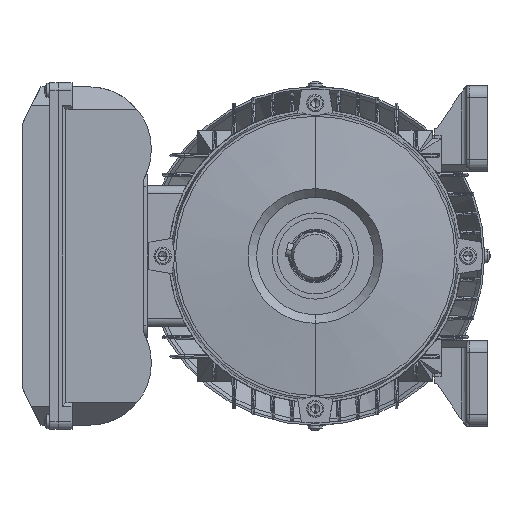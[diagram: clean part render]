
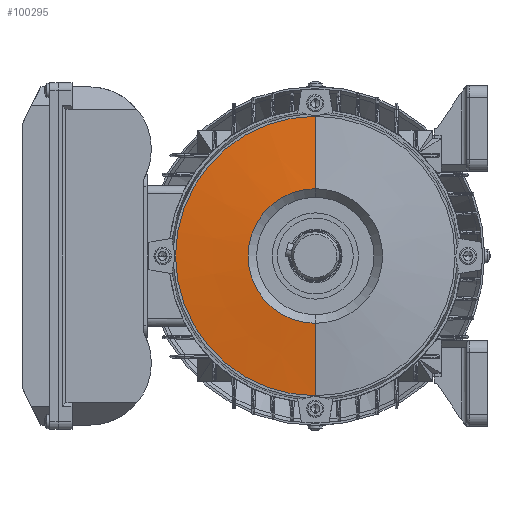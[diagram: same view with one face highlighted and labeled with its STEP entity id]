
A CAD part, left-side view. The second image highlights one B-rep face of the part: STEP entity #100295.
In plain terms, the highlighted conical face has half-angle 83.706 degrees and reference radius 81 mm.
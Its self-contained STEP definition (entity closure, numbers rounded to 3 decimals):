
#3171 = CARTESIAN_POINT ( 'NONE',  ( 0., 0., 39. ) ) ;
#4134 = CARTESIAN_POINT ( 'NONE',  ( 0., 0., -39. ) ) ;
#40638 = DIRECTION ( 'NONE',  ( 0.11, 0., -0.994 ) ) ;
#40639 = VECTOR ( 'NONE', #40638, 1000. ) ;
#40640 = CARTESIAN_POINT ( 'NONE',  ( 4.633, 0., -81. ) ) ;
#40641 = LINE ( 'NONE', #40640, #40639 ) ;
#40642 = DIRECTION ( 'NONE',  ( 0.11, 0., 0.994 ) ) ;
#40643 = VECTOR ( 'NONE', #40642, 1000. ) ;
#40644 = CARTESIAN_POINT ( 'NONE',  ( 4.633, 0., 81. ) ) ;
#40645 = LINE ( 'NONE', #40644, #40643 ) ;
#40656 = DIRECTION ( 'NONE',  ( 0., 0., -1. ) ) ;
#40657 = DIRECTION ( 'NONE',  ( 1., 0., 0. ) ) ;
#40658 = CARTESIAN_POINT ( 'NONE',  ( 4.633, 0., 0. ) ) ;
#40659 = AXIS2_PLACEMENT_3D ( 'NONE', #40658, #40657, #40656 ) ;
#40660 = CONICAL_SURFACE ( 'NONE', #40659, 81., 1.461 ) ;
#40661 = FACE_OUTER_BOUND ( 'NONE', #100354, .T. ) ;
#40667 = CARTESIAN_POINT ( 'NONE',  ( 4.633, 0., 81. ) ) ;
#40668 = DIRECTION ( 'NONE',  ( 0., 0., 1. ) ) ;
#40669 = DIRECTION ( 'NONE',  ( -1., 0., 0. ) ) ;
#40670 = CARTESIAN_POINT ( 'NONE',  ( 4.633, 0., 0. ) ) ;
#40671 = AXIS2_PLACEMENT_3D ( 'NONE', #40670, #40669, #40668 ) ;
#40672 = CIRCLE ( 'NONE', #40671, 81. ) ;
#40673 = CARTESIAN_POINT ( 'NONE',  ( 4.633, 0., -81. ) ) ;
#40784 = DIRECTION ( 'NONE',  ( 0., 0., 1. ) ) ;
#40785 = DIRECTION ( 'NONE',  ( -1., 0., 0. ) ) ;
#40786 = CARTESIAN_POINT ( 'NONE',  ( 0., 0., 0. ) ) ;
#40787 = AXIS2_PLACEMENT_3D ( 'NONE', #40786, #40785, #40784 ) ;
#40788 = CIRCLE ( 'NONE', #40787, 39. ) ;
#48261 = VERTEX_POINT ( 'NONE', #3171 ) ;
#48533 = VERTEX_POINT ( 'NONE', #4134 ) ;
#100272 = ORIENTED_EDGE ( 'NONE', *, *, #100273, .T. ) ;
#100273 = EDGE_CURVE ( 'NONE', #48261, #100292, #40645, .T. ) ;
#100274 = ORIENTED_EDGE ( 'NONE', *, *, #100291, .T. ) ;
#100275 = ORIENTED_EDGE ( 'NONE', *, *, #100276, .F. ) ;
#100276 = EDGE_CURVE ( 'NONE', #48533, #100289, #40641, .T. ) ;
#100289 = VERTEX_POINT ( 'NONE', #40673 ) ;
#100291 = EDGE_CURVE ( 'NONE', #100292, #100289, #40672, .T. ) ;
#100292 = VERTEX_POINT ( 'NONE', #40667 ) ;
#100295 = ADVANCED_FACE ( 'NONE', ( #40661 ), #40660, .T. ) ;
#100354 = EDGE_LOOP ( 'NONE', ( #100355, #100272, #100274, #100275 ) ) ;
#100355 = ORIENTED_EDGE ( 'NONE', *, *, #100356, .F. ) ;
#100356 = EDGE_CURVE ( 'NONE', #48261, #48533, #40788, .T. ) ;
